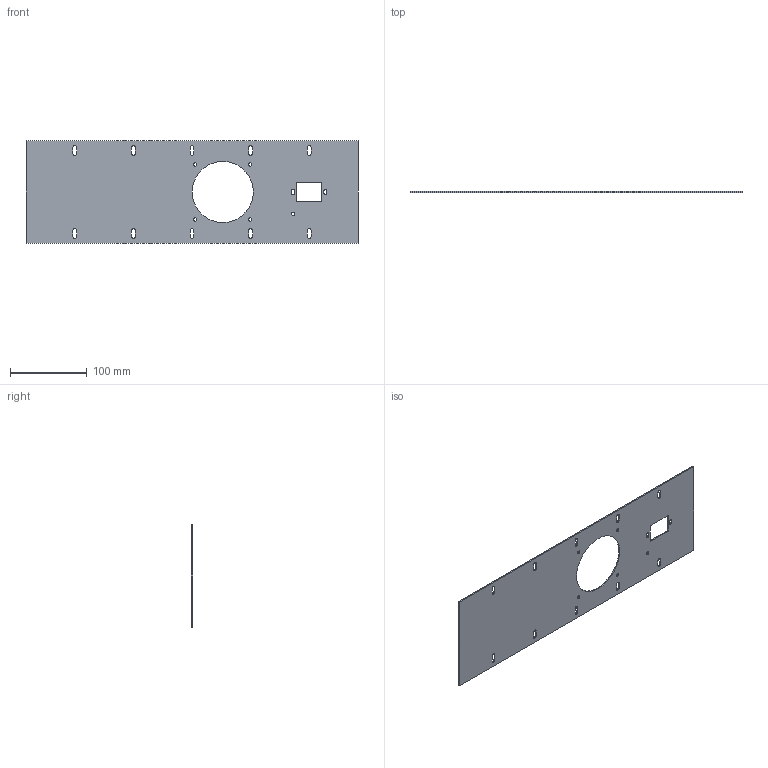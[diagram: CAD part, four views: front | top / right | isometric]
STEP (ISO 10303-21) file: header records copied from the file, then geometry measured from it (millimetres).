
FILE_DESCRIPTION(('FreeCAD Model'),'2;1');
FILE_NAME('Open CASCADE Shape Model','2024-07-04T08:19:25',(''),(''), 'Open CASCADE STEP processor 7.6','FreeCAD','Unknown');
FILE_SCHEMA(('AUTOMOTIVE_DESIGN { 1 0 10303 214 1 1 1 1 }'));
Length unit declared in the file: millimetre
Products named in the file (3): ThreeU_Chassis; Sketch015; BodyRearPanelWithHoles
Assembly tree (2 placements, depth 2):
  ThreeU_Chassis
    Sketch015
    BodyRearPanelWithHoles
Bounding box: 431.8 x 1.59 x 133.35 mm (x, y, z)
Volume: 81125.1 mm3; surface area: 105233.4 mm2
Topology: 1 solids, 1 shells, 64 faces, 204 edges, 155 vertices
Faces by surface type: plane 34, cylinder 30
Full cylindrical faces by diameter (mm): 3.988 x1, 4.3 x4, 79.5 x1
Entity records: 2494 total; most frequent: CARTESIAN_POINT 432, DIRECTION 408, ORIENTED_EDGE 372, EDGE_CURVE 186, AXIS2_PLACEMENT_3D 137, LINE 134, VECTOR 134, VERTEX_POINT 124
